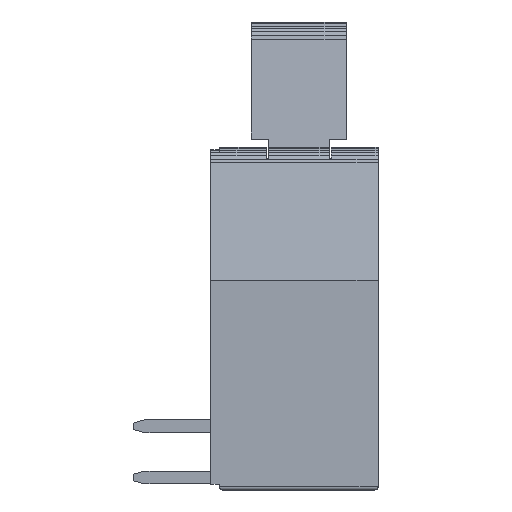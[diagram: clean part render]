
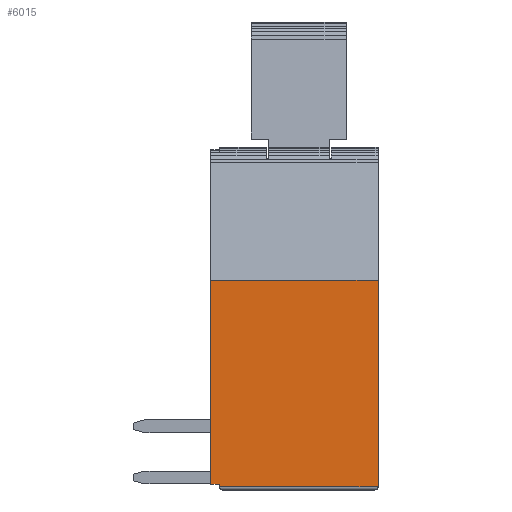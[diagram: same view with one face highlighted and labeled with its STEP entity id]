
A CAD part, left-side view. The second image highlights one B-rep face of the part: STEP entity #6015.
In plain terms, the highlighted planar face has unit normal (-1, 0, 0).
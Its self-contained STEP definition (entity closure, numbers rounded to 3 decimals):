
#2131=VERTEX_POINT('',#6307);
#2259=EDGE_CURVE('',#3735,#4659,#6441,.T.);
#2469=EDGE_CURVE('',#4659,#2131,#6668,.T.);
#2531=EDGE_CURVE('',#4573,#3789,#6736,.T.);
#2709=EDGE_CURVE('',#3789,#3701,#6924,.T.);
#3701=VERTEX_POINT('',#8021);
#3735=VERTEX_POINT('',#8058);
#3789=VERTEX_POINT('',#8116);
#4573=VERTEX_POINT('',#8955);
#4659=VERTEX_POINT('',#9046);
#4727=EDGE_CURVE('',#4573,#3735,#9121,.T.);
#4957=EDGE_CURVE('',#2131,#3701,#9372,.T.);
#6015=ADVANCED_FACE('',(#10550),#10551,.T.);
#6307=CARTESIAN_POINT('',(-15.95,8.3,10.4));
#6441=LINE('',#11061,#11062);
#6668=LINE('',#11388,#11389);
#6736=LINE('',#11490,#11491);
#6924=LINE('',#11774,#11775);
#8021=CARTESIAN_POINT('',(-15.95,0.0,10.4));
#8058=CARTESIAN_POINT('',(-15.95,7.857,0.294));
#8116=CARTESIAN_POINT('',(-15.95,0.0,0.15));
#8955=CARTESIAN_POINT('',(-15.95,7.857,0.15));
#9046=CARTESIAN_POINT('',(-15.95,8.3,0.294));
#9121=LINE('',#14974,#14975);
#9372=LINE('',#15326,#15327);
#10550=FACE_OUTER_BOUND('',#16976,.T.);
#10551=PLANE('',#16977);
#11061=CARTESIAN_POINT('',(-15.95,4.154,0.294));
#11062=VECTOR('',#17483,1.0);
#11388=CARTESIAN_POINT('',(-15.95,8.3,0.0));
#11389=VECTOR('',#17733,1.0);
#11490=CARTESIAN_POINT('',(-15.95,4.15,0.15));
#11491=VECTOR('',#17800,1.0);
#11774=CARTESIAN_POINT('',(-15.95,0.,0.0));
#11775=VECTOR('',#17940,1.0);
#14974=CARTESIAN_POINT('',(-15.95,7.857,0.147));
#14975=VECTOR('',#20137,1.0);
#15326=CARTESIAN_POINT('',(-15.95,4.15,10.4));
#15327=VECTOR('',#20372,1.0);
#16976=EDGE_LOOP('',(#21731,#21732,#21733,#21734,#21735,#21736));
#16977=AXIS2_PLACEMENT_3D('',#21737,#21738,#21739);
#17483=DIRECTION('',(0.0,1.0,0.));
#17733=DIRECTION('',(0.0,0.0,1.0));
#17800=DIRECTION('',(0.0,-1.0,0.));
#17940=DIRECTION('',(0.0,0.0,1.0));
#20137=DIRECTION('',(0.0,0.,1.0));
#20372=DIRECTION('',(0.0,-1.0,0.));
#21731=ORIENTED_EDGE('',*,*,#4727,.F.);
#21732=ORIENTED_EDGE('',*,*,#2531,.T.);
#21733=ORIENTED_EDGE('',*,*,#2709,.T.);
#21734=ORIENTED_EDGE('',*,*,#4957,.F.);
#21735=ORIENTED_EDGE('',*,*,#2469,.F.);
#21736=ORIENTED_EDGE('',*,*,#2259,.F.);
#21737=CARTESIAN_POINT('',(-15.95,0.,0.0));
#21738=DIRECTION('',(-1.0,0.0,0.0));
#21739=DIRECTION('',(0.0,-1.0,0.0));
